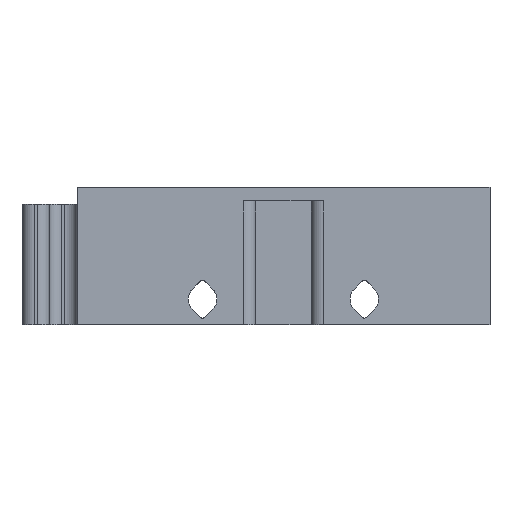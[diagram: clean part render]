
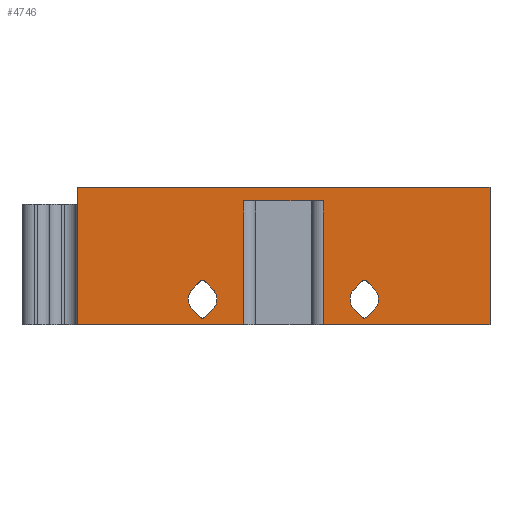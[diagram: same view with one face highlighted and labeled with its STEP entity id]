
A CAD part, front view. The second image highlights one B-rep face of the part: STEP entity #4746.
In plain terms, the highlighted planar face has unit normal (0, -1, 0).
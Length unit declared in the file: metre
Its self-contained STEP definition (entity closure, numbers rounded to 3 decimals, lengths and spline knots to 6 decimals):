
#188=CIRCLE('',#5036,0.0004);
#189=CIRCLE('',#5037,0.002075);
#190=CIRCLE('',#5038,0.0004);
#191=CIRCLE('',#5039,0.002075);
#192=CIRCLE('',#5040,0.002075);
#193=CIRCLE('',#5041,0.0004);
#194=CIRCLE('',#5042,0.002075);
#195=CIRCLE('',#5043,0.0004);
#439=ORIENTED_EDGE('',*,*,#1926,.F.);
#440=ORIENTED_EDGE('',*,*,#1927,.T.);
#441=ORIENTED_EDGE('',*,*,#1928,.T.);
#442=ORIENTED_EDGE('',*,*,#1929,.T.);
#443=ORIENTED_EDGE('',*,*,#1930,.T.);
#444=ORIENTED_EDGE('',*,*,#1931,.T.);
#445=ORIENTED_EDGE('',*,*,#1932,.F.);
#446=ORIENTED_EDGE('',*,*,#1933,.T.);
#447=ORIENTED_EDGE('',*,*,#1934,.T.);
#448=ORIENTED_EDGE('',*,*,#1935,.T.);
#449=ORIENTED_EDGE('',*,*,#1869,.F.);
#450=ORIENTED_EDGE('',*,*,#1936,.T.);
#451=ORIENTED_EDGE('',*,*,#1937,.T.);
#452=ORIENTED_EDGE('',*,*,#1938,.F.);
#453=ORIENTED_EDGE('',*,*,#1939,.T.);
#454=ORIENTED_EDGE('',*,*,#1940,.T.);
#455=ORIENTED_EDGE('',*,*,#1941,.F.);
#456=ORIENTED_EDGE('',*,*,#1942,.T.);
#457=ORIENTED_EDGE('',*,*,#1943,.F.);
#458=ORIENTED_EDGE('',*,*,#1944,.F.);
#459=ORIENTED_EDGE('',*,*,#1945,.F.);
#460=ORIENTED_EDGE('',*,*,#1946,.F.);
#461=ORIENTED_EDGE('',*,*,#1947,.F.);
#462=ORIENTED_EDGE('',*,*,#1948,.T.);
#1869=EDGE_CURVE('',#2613,#2611,#3111,.F.);
#1926=EDGE_CURVE('',#2669,#2670,#3148,.T.);
#1927=EDGE_CURVE('',#2669,#2671,#188,.T.);
#1928=EDGE_CURVE('',#2671,#2672,#3149,.T.);
#1929=EDGE_CURVE('',#2672,#2673,#189,.T.);
#1930=EDGE_CURVE('',#2673,#2674,#3150,.T.);
#1931=EDGE_CURVE('',#2674,#2675,#190,.T.);
#1932=EDGE_CURVE('',#2676,#2675,#3151,.T.);
#1933=EDGE_CURVE('',#2676,#2670,#191,.T.);
#1934=EDGE_CURVE('',#2677,#2678,#3152,.F.);
#1935=EDGE_CURVE('',#2678,#2611,#3153,.T.);
#1936=EDGE_CURVE('',#2613,#2679,#3154,.F.);
#1937=EDGE_CURVE('',#2679,#2680,#3155,.F.);
#1938=EDGE_CURVE('',#2681,#2680,#3156,.T.);
#1939=EDGE_CURVE('',#2681,#2682,#3157,.F.);
#1940=EDGE_CURVE('',#2682,#2677,#3158,.F.);
#1941=EDGE_CURVE('',#2683,#2684,#192,.F.);
#1942=EDGE_CURVE('',#2683,#2685,#3159,.T.);
#1943=EDGE_CURVE('',#2686,#2685,#193,.F.);
#1944=EDGE_CURVE('',#2687,#2686,#3160,.T.);
#1945=EDGE_CURVE('',#2688,#2687,#194,.F.);
#1946=EDGE_CURVE('',#2689,#2688,#3161,.T.);
#1947=EDGE_CURVE('',#2690,#2689,#195,.F.);
#1948=EDGE_CURVE('',#2690,#2684,#3162,.T.);
#2611=VERTEX_POINT('',#6725);
#2613=VERTEX_POINT('',#6729);
#2669=VERTEX_POINT('',#6869);
#2670=VERTEX_POINT('',#6870);
#2671=VERTEX_POINT('',#6872);
#2672=VERTEX_POINT('',#6874);
#2673=VERTEX_POINT('',#6876);
#2674=VERTEX_POINT('',#6878);
#2675=VERTEX_POINT('',#6880);
#2676=VERTEX_POINT('',#6882);
#2677=VERTEX_POINT('',#6885);
#2678=VERTEX_POINT('',#6886);
#2679=VERTEX_POINT('',#6889);
#2680=VERTEX_POINT('',#6891);
#2681=VERTEX_POINT('',#6893);
#2682=VERTEX_POINT('',#6895);
#2683=VERTEX_POINT('',#6898);
#2684=VERTEX_POINT('',#6899);
#2685=VERTEX_POINT('',#6901);
#2686=VERTEX_POINT('',#6903);
#2687=VERTEX_POINT('',#6905);
#2688=VERTEX_POINT('',#6907);
#2689=VERTEX_POINT('',#6909);
#2690=VERTEX_POINT('',#6911);
#3111=LINE('',#6730,#3593);
#3148=LINE('',#6868,#3630);
#3149=LINE('',#6873,#3631);
#3150=LINE('',#6877,#3632);
#3151=LINE('',#6881,#3633);
#3152=LINE('',#6884,#3634);
#3153=LINE('',#6887,#3635);
#3154=LINE('',#6888,#3636);
#3155=LINE('',#6890,#3637);
#3156=LINE('',#6892,#3638);
#3157=LINE('',#6894,#3639);
#3158=LINE('',#6896,#3640);
#3159=LINE('',#6900,#3641);
#3160=LINE('',#6904,#3642);
#3161=LINE('',#6908,#3643);
#3162=LINE('',#6912,#3644);
#3593=VECTOR('',#5436,1.);
#3630=VECTOR('',#5493,1.);
#3631=VECTOR('',#5496,1.);
#3632=VECTOR('',#5499,1.);
#3633=VECTOR('',#5502,1.);
#3634=VECTOR('',#5505,1.);
#3635=VECTOR('',#5506,1.);
#3636=VECTOR('',#5507,1.);
#3637=VECTOR('',#5508,1.);
#3638=VECTOR('',#5509,1.);
#3639=VECTOR('',#5510,1.);
#3640=VECTOR('',#5511,1.);
#3641=VECTOR('',#5514,1.);
#3642=VECTOR('',#5517,1.);
#3643=VECTOR('',#5520,1.);
#3644=VECTOR('',#5523,1.);
#4078=EDGE_LOOP('',(#439,#440,#441,#442,#443,#444,#445,#446));
#4079=EDGE_LOOP('',(#447,#448,#449,#450,#451,#452,#453,#454));
#4080=EDGE_LOOP('',(#455,#456,#457,#458,#459,#460,#461,#462));
#4342=FACE_BOUND('',#4078,.T.);
#4343=FACE_BOUND('',#4079,.T.);
#4344=FACE_BOUND('',#4080,.T.);
#4602=PLANE('',#5035);
#4746=ADVANCED_FACE('',(#4342,#4343,#4344),#4602,.F.);
#5035=AXIS2_PLACEMENT_3D('',#6867,#5491,#5492);
#5036=AXIS2_PLACEMENT_3D('',#6871,#5494,#5495);
#5037=AXIS2_PLACEMENT_3D('',#6875,#5497,#5498);
#5038=AXIS2_PLACEMENT_3D('',#6879,#5500,#5501);
#5039=AXIS2_PLACEMENT_3D('',#6883,#5503,#5504);
#5040=AXIS2_PLACEMENT_3D('',#6897,#5512,#5513);
#5041=AXIS2_PLACEMENT_3D('',#6902,#5515,#5516);
#5042=AXIS2_PLACEMENT_3D('',#6906,#5518,#5519);
#5043=AXIS2_PLACEMENT_3D('',#6910,#5521,#5522);
#5436=DIRECTION('',(-1.,0.,0.));
#5491=DIRECTION('',(0.,1.,0.));
#5492=DIRECTION('',(-1.,0.,0.));
#5493=DIRECTION('',(0.707,0.,0.707));
#5494=DIRECTION('',(0.,1.,0.));
#5495=DIRECTION('',(-1.,0.,0.));
#5496=DIRECTION('',(-0.707,0.,0.707));
#5497=DIRECTION('',(0.,1.,0.));
#5498=DIRECTION('',(-1.,0.,0.));
#5499=DIRECTION('',(0.707,0.,0.707));
#5500=DIRECTION('',(0.,1.,0.));
#5501=DIRECTION('',(-1.,0.,0.));
#5502=DIRECTION('',(-0.707,0.,0.707));
#5503=DIRECTION('',(0.,1.,0.));
#5504=DIRECTION('',(-1.,0.,0.));
#5505=DIRECTION('',(-1.,0.,0.));
#5506=DIRECTION('',(0.,0.,1.));
#5507=DIRECTION('',(0.,0.,1.));
#5508=DIRECTION('',(-1.,0.,0.));
#5509=DIRECTION('',(0.,0.,-1.));
#5510=DIRECTION('',(-1.,0.,0.));
#5511=DIRECTION('',(0.,0.,1.));
#5512=DIRECTION('',(0.,1.,0.));
#5513=DIRECTION('',(-1.,0.,0.));
#5514=DIRECTION('',(0.707,0.,0.707));
#5515=DIRECTION('',(0.,1.,0.));
#5516=DIRECTION('',(-1.,0.,0.));
#5517=DIRECTION('',(-0.707,0.,0.707));
#5518=DIRECTION('',(0.,1.,0.));
#5519=DIRECTION('',(-1.,0.,0.));
#5520=DIRECTION('',(0.707,0.,0.707));
#5521=DIRECTION('',(0.,1.,0.));
#5522=DIRECTION('',(-1.,0.,0.));
#5523=DIRECTION('',(-0.707,0.,0.707));
#6725=CARTESIAN_POINT('',(1.65,0.630025,0.38));
#6729=CARTESIAN_POINT('',(1.590025,0.630025,0.38));
#6730=CARTESIAN_POINT('',(1.662111,0.630025,0.38));
#6867=CARTESIAN_POINT('',(1.662111,0.630025,0.38));
#6868=CARTESIAN_POINT('',(1.656523,0.630025,0.385588));
#6869=CARTESIAN_POINT('',(1.632016,0.630025,0.361082));
#6870=CARTESIAN_POINT('',(1.633201,0.630025,0.362266));
#6871=CARTESIAN_POINT('',(1.631733,0.630025,0.361365));
#6872=CARTESIAN_POINT('',(1.631451,0.630025,0.361082));
#6873=CARTESIAN_POINT('',(1.637322,0.630025,0.355211));
#6874=CARTESIAN_POINT('',(1.630266,0.630025,0.362266));
#6875=CARTESIAN_POINT('',(1.631733,0.630025,0.363733));
#6876=CARTESIAN_POINT('',(1.630266,0.630025,0.365201));
#6877=CARTESIAN_POINT('',(1.653588,0.630025,0.388523));
#6878=CARTESIAN_POINT('',(1.631451,0.630025,0.366385));
#6879=CARTESIAN_POINT('',(1.631733,0.630025,0.366102));
#6880=CARTESIAN_POINT('',(1.632016,0.630025,0.366385));
#6881=CARTESIAN_POINT('',(1.640256,0.630025,0.358145));
#6882=CARTESIAN_POINT('',(1.633201,0.630025,0.365201));
#6883=CARTESIAN_POINT('',(1.631733,0.630025,0.363733));
#6884=CARTESIAN_POINT('',(1.662111,0.630025,0.36));
#6885=CARTESIAN_POINT('',(1.625778,0.630025,0.36));
#6886=CARTESIAN_POINT('',(1.65,0.630025,0.36));
#6887=CARTESIAN_POINT('',(1.65,0.630025,0.38));
#6888=CARTESIAN_POINT('',(1.590025,0.630025,0.38));
#6889=CARTESIAN_POINT('',(1.590025,0.630025,0.36));
#6890=CARTESIAN_POINT('',(1.662111,0.630025,0.36));
#6891=CARTESIAN_POINT('',(1.614222,0.630025,0.36));
#6892=CARTESIAN_POINT('',(1.614222,0.630025,0.38));
#6893=CARTESIAN_POINT('',(1.614222,0.630025,0.378));
#6894=CARTESIAN_POINT('',(1.662111,0.630025,0.378));
#6895=CARTESIAN_POINT('',(1.625778,0.630025,0.378));
#6896=CARTESIAN_POINT('',(1.625778,0.630025,0.38));
#6897=CARTESIAN_POINT('',(1.608267,0.630025,0.363733));
#6898=CARTESIAN_POINT('',(1.606799,0.630025,0.365201));
#6899=CARTESIAN_POINT('',(1.606799,0.630025,0.362266));
#6900=CARTESIAN_POINT('',(1.641855,0.630025,0.400256));
#6901=CARTESIAN_POINT('',(1.607984,0.630025,0.366385));
#6902=CARTESIAN_POINT('',(1.608267,0.630025,0.366102));
#6903=CARTESIAN_POINT('',(1.608549,0.630025,0.366385));
#6904=CARTESIAN_POINT('',(1.628523,0.630025,0.346412));
#6905=CARTESIAN_POINT('',(1.609734,0.630025,0.365201));
#6906=CARTESIAN_POINT('',(1.608267,0.630025,0.363733));
#6907=CARTESIAN_POINT('',(1.609734,0.630025,0.362266));
#6908=CARTESIAN_POINT('',(1.644789,0.630025,0.397322));
#6909=CARTESIAN_POINT('',(1.608549,0.630025,0.361082));
#6910=CARTESIAN_POINT('',(1.608267,0.630025,0.361365));
#6911=CARTESIAN_POINT('',(1.607984,0.630025,0.361082));
#6912=CARTESIAN_POINT('',(1.625588,0.630025,0.343477));
